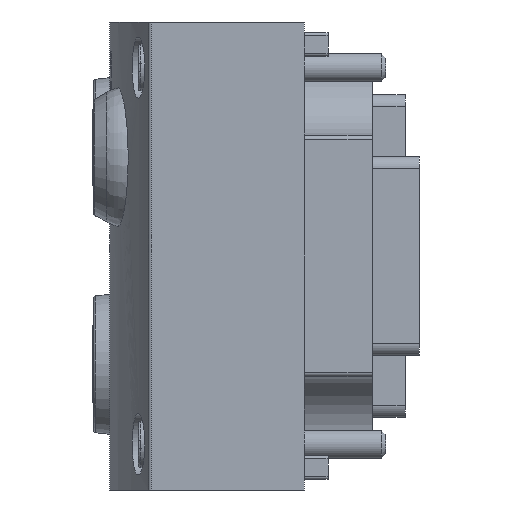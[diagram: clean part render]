
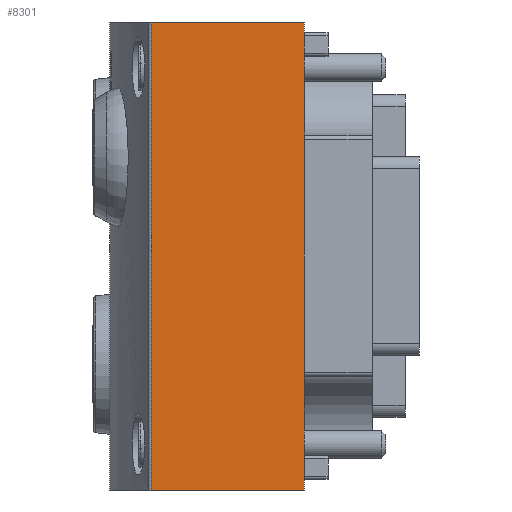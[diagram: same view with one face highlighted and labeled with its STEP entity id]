
A CAD part, left-side view. The second image highlights one B-rep face of the part: STEP entity #8301.
In plain terms, the highlighted planar face has unit normal (-1, 0, 0).
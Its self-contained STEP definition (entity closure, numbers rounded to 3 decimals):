
#100=PLANE('',#8936);
#1071=ORIENTED_EDGE('',*,*,#3476,.T.);
#1072=ORIENTED_EDGE('',*,*,#3477,.F.);
#1073=ORIENTED_EDGE('',*,*,#3478,.F.);
#1074=ORIENTED_EDGE('',*,*,#3474,.T.);
#3474=EDGE_CURVE('',#4674,#4673,#5430,.T.);
#3476=EDGE_CURVE('',#4673,#4675,#5431,.T.);
#3477=EDGE_CURVE('',#4676,#4675,#5432,.T.);
#3478=EDGE_CURVE('',#4674,#4676,#5433,.T.);
#4673=VERTEX_POINT('',#12932);
#4674=VERTEX_POINT('',#12934);
#4675=VERTEX_POINT('',#12938);
#4676=VERTEX_POINT('',#12940);
#5430=LINE('',#12933,#6180);
#5431=LINE('',#12937,#6181);
#5432=LINE('',#12939,#6182);
#5433=LINE('',#12941,#6183);
#6180=VECTOR('',#10071,1000.);
#6181=VECTOR('',#10076,1000.);
#6182=VECTOR('',#10077,1000.);
#6183=VECTOR('',#10078,1000.);
#6869=EDGE_LOOP('',(#1071,#1072,#1073,#1074));
#7507=FACE_BOUND('',#6869,.T.);
#8301=ADVANCED_FACE('',(#7507),#100,.F.);
#8936=AXIS2_PLACEMENT_3D('',#12936,#10074,#10075);
#10071=DIRECTION('',(0.,0.,-1.));
#10074=DIRECTION('',(1.,0.,0.));
#10075=DIRECTION('',(0.,0.,-1.));
#10076=DIRECTION('',(0.,-1.,0.));
#10077=DIRECTION('',(0.,0.,-1.));
#10078=DIRECTION('',(0.,-1.,0.));
#12932=CARTESIAN_POINT('',(-53.65,16.298,-24.85));
#12933=CARTESIAN_POINT('',(-53.65,16.298,24.85));
#12934=CARTESIAN_POINT('',(-53.65,16.298,24.85));
#12936=CARTESIAN_POINT('',(-53.65,16.298,24.85));
#12937=CARTESIAN_POINT('',(-53.65,16.298,-24.85));
#12938=CARTESIAN_POINT('',(-53.65,0.,-24.85));
#12939=CARTESIAN_POINT('',(-53.65,0.,24.85));
#12940=CARTESIAN_POINT('',(-53.65,0.,24.85));
#12941=CARTESIAN_POINT('',(-53.65,16.298,24.85));
